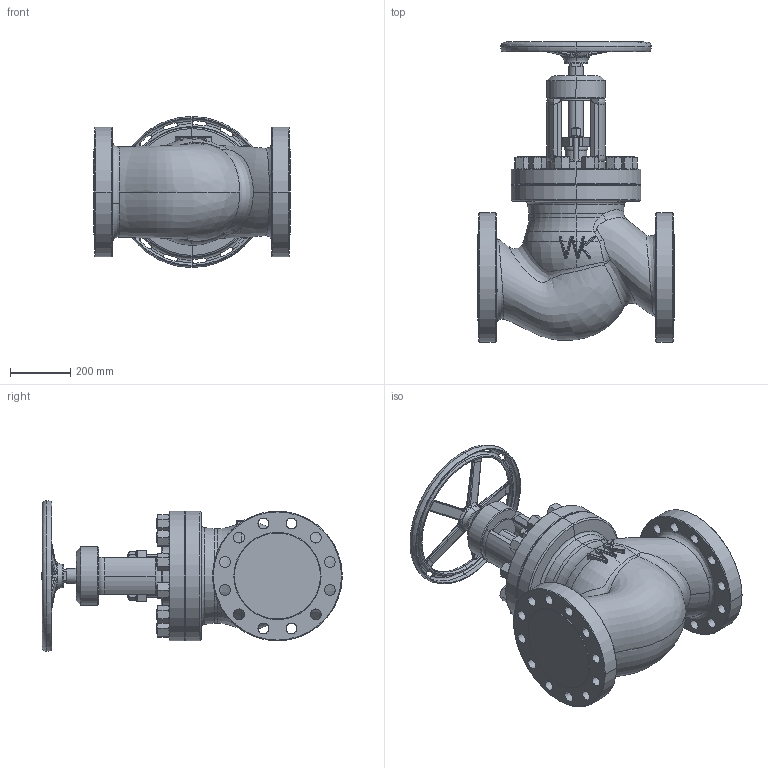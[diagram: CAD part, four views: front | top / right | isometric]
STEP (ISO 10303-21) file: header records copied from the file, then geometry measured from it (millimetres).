
FILE_DESCRIPTION (( 'STEP AP214' ), '1' );
FILE_NAME ('[200] 530 DN200 3-8518 katalog.STEP', '2015-02-26T11:06:36', ( '' ), ( '' ), 'SwSTEP 2.0', 'SolidWorks 2015', '' );
FILE_SCHEMA (( 'AUTOMOTIVE_DESIGN' ));
Length unit declared in the file: millimetre
Products named in the file (1): [200] 530 DN200 3-8518 katalog
Bounding box: 650 x 996.19 x 500 mm (x, y, z)
Volume: 89978616.6 mm3; surface area: 2524691.1 mm2
Topology: 1 solids, 1 shells, 1029 faces, 2682 edges, 1622 vertices
Faces by surface type: cylinder 306, plane 265, cone 244, bspline 128, torus 65, sphere 21
Entity records: 63696 total; most frequent: CARTESIAN_POINT 31446, ORIENTED_EDGE 5314, DIRECTION 4712, EDGE_CURVE 2657, AXIS2_PLACEMENT_3D 2036, VERTEX_POINT 1622, EDGE_LOOP 1141, CIRCLE 1134
